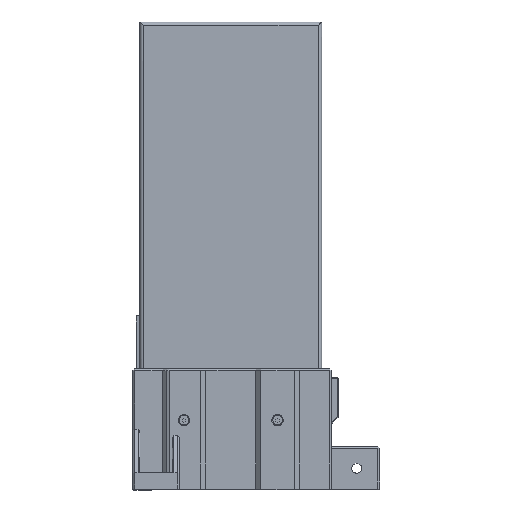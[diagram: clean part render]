
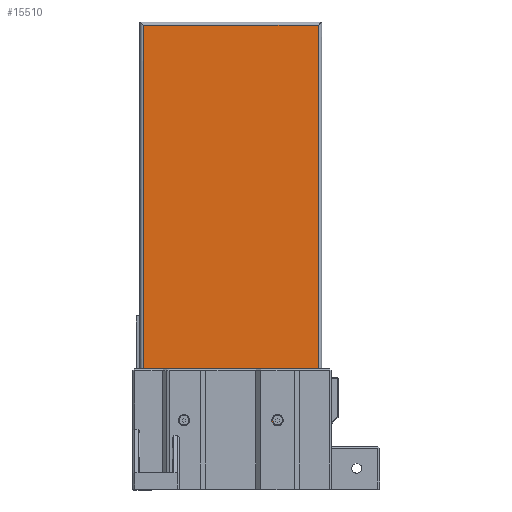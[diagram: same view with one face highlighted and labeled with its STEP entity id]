
A CAD part, left-side view. The second image highlights one B-rep face of the part: STEP entity #15510.
In plain terms, the highlighted face is planar.
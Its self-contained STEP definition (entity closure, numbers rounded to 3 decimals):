
#1460=PLANE('',#16617);
#2197=FACE_OUTER_BOUND('',#3164,.T.);
#3164=EDGE_LOOP('',(#12154,#12155,#12156,#12157,#12158,#12159,#12160,#12161,
#12162,#12163,#12164,#12165));
#4468=LINE('',#22449,#5932);
#4470=LINE('',#22457,#5934);
#4472=LINE('',#22463,#5936);
#4479=LINE('',#22486,#5943);
#4488=LINE('',#22503,#5952);
#4511=LINE('',#22557,#5975);
#4514=LINE('',#22565,#5978);
#4516=LINE('',#22569,#5980);
#4518=LINE('',#22573,#5982);
#4521=LINE('',#22580,#5985);
#5932=VECTOR('',#18661,1000.);
#5934=VECTOR('',#18669,1000.);
#5936=VECTOR('',#18675,1000.);
#5943=VECTOR('',#18696,1000.);
#5952=VECTOR('',#18709,1000.);
#5975=VECTOR('',#18762,1000.);
#5978=VECTOR('',#18771,1000.);
#5980=VECTOR('',#18775,1000.);
#5982=VECTOR('',#18779,1000.);
#5985=VECTOR('',#18788,1000.);
#6836=CIRCLE('',#16607,1.5);
#6837=CIRCLE('',#16612,1.5);
#7464=VERTEX_POINT('',#22445);
#7466=VERTEX_POINT('',#22448);
#7468=VERTEX_POINT('',#22454);
#7471=VERTEX_POINT('',#22461);
#7480=VERTEX_POINT('',#22485);
#7486=VERTEX_POINT('',#22501);
#7502=VERTEX_POINT('',#22556);
#7503=VERTEX_POINT('',#22560);
#7504=VERTEX_POINT('',#22564);
#7505=VERTEX_POINT('',#22568);
#7506=VERTEX_POINT('',#22572);
#7507=VERTEX_POINT('',#22576);
#9106=EDGE_CURVE('',#7464,#7466,#4468,.T.);
#9110=EDGE_CURVE('',#7468,#7464,#4470,.T.);
#9113=EDGE_CURVE('',#7471,#7468,#4472,.T.);
#9124=EDGE_CURVE('',#7466,#7480,#4479,.T.);
#9133=EDGE_CURVE('',#7486,#7471,#4488,.T.);
#9158=EDGE_CURVE('',#7486,#7502,#4511,.T.);
#9160=EDGE_CURVE('',#7502,#7503,#6836,.T.);
#9162=EDGE_CURVE('',#7503,#7504,#4514,.T.);
#9164=EDGE_CURVE('',#7505,#7504,#4516,.T.);
#9166=EDGE_CURVE('',#7506,#7505,#4518,.T.);
#9168=EDGE_CURVE('',#7506,#7507,#6837,.T.);
#9170=EDGE_CURVE('',#7480,#7507,#4521,.T.);
#12154=ORIENTED_EDGE('',*,*,#9113,.F.);
#12155=ORIENTED_EDGE('',*,*,#9133,.F.);
#12156=ORIENTED_EDGE('',*,*,#9158,.T.);
#12157=ORIENTED_EDGE('',*,*,#9160,.T.);
#12158=ORIENTED_EDGE('',*,*,#9162,.T.);
#12159=ORIENTED_EDGE('',*,*,#9164,.F.);
#12160=ORIENTED_EDGE('',*,*,#9166,.F.);
#12161=ORIENTED_EDGE('',*,*,#9168,.T.);
#12162=ORIENTED_EDGE('',*,*,#9170,.F.);
#12163=ORIENTED_EDGE('',*,*,#9124,.F.);
#12164=ORIENTED_EDGE('',*,*,#9106,.F.);
#12165=ORIENTED_EDGE('',*,*,#9110,.F.);
#15510=ADVANCED_FACE('',(#2197),#1460,.F.);
#16607=AXIS2_PLACEMENT_3D('',#22561,#18766,#18767);
#16612=AXIS2_PLACEMENT_3D('',#22577,#18783,#18784);
#16617=AXIS2_PLACEMENT_3D('',#22585,#18796,#18797);
#18661=DIRECTION('',(0.,-1.,0.));
#18669=DIRECTION('',(-1.,0.,0.));
#18675=DIRECTION('',(0.,1.,0.));
#18696=DIRECTION('',(1.,0.,0.));
#18709=DIRECTION('',(1.,0.,0.));
#18762=DIRECTION('',(0.,1.,0.));
#18766=DIRECTION('center_axis',(0.,0.,1.));
#18767=DIRECTION('ref_axis',(1.,0.,0.));
#18771=DIRECTION('',(0.,-1.,0.));
#18775=DIRECTION('',(1.,0.,0.));
#18779=DIRECTION('',(0.,-1.,0.));
#18783=DIRECTION('center_axis',(0.,0.,1.));
#18784=DIRECTION('ref_axis',(1.,0.,0.));
#18788=DIRECTION('',(0.,1.,0.));
#18796=DIRECTION('center_axis',(0.,0.,1.));
#18797=DIRECTION('ref_axis',(1.,0.,0.));
#22445=CARTESIAN_POINT('',(2.,233.4,0.));
#22448=CARTESIAN_POINT('',(2.,0.,0.));
#22449=CARTESIAN_POINT('',(2.,176.55,0.));
#22454=CARTESIAN_POINT('',(103.,233.4,0.));
#22457=CARTESIAN_POINT('',(78.75,233.4,0.));
#22461=CARTESIAN_POINT('',(103.,0.,0.));
#22463=CARTESIAN_POINT('',(103.,58.85,0.));
#22485=CARTESIAN_POINT('',(24.,0.,0.));
#22486=CARTESIAN_POINT('',(0.,0.,0.));
#22501=CARTESIAN_POINT('',(81.,0.,0.));
#22503=CARTESIAN_POINT('',(0.,0.,0.));
#22556=CARTESIAN_POINT('',(81.,9.5,0.));
#22557=CARTESIAN_POINT('',(81.,0.,0.));
#22560=CARTESIAN_POINT('',(78.,9.5,0.));
#22561=CARTESIAN_POINT('Origin',(79.5,9.5,0.));
#22564=CARTESIAN_POINT('',(78.,0.,0.));
#22565=CARTESIAN_POINT('',(78.,9.5,0.));
#22568=CARTESIAN_POINT('',(27.,0.,0.));
#22569=CARTESIAN_POINT('',(0.,0.,0.));
#22572=CARTESIAN_POINT('',(27.,9.5,0.));
#22573=CARTESIAN_POINT('',(27.,9.5,0.));
#22576=CARTESIAN_POINT('',(24.,9.5,0.));
#22577=CARTESIAN_POINT('Origin',(25.5,9.5,0.));
#22580=CARTESIAN_POINT('',(24.,0.,0.));
#22585=CARTESIAN_POINT('Origin',(52.5,117.7,0.));
